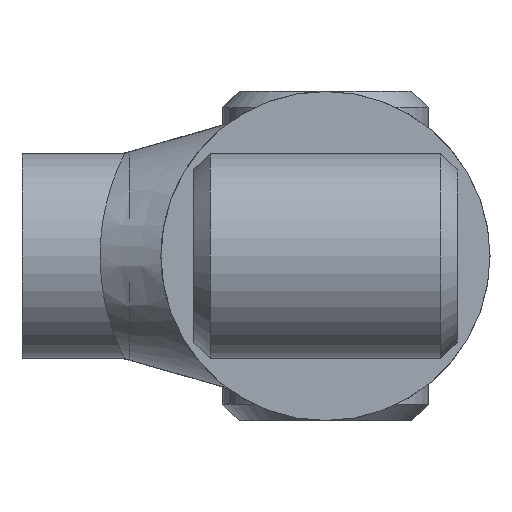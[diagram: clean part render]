
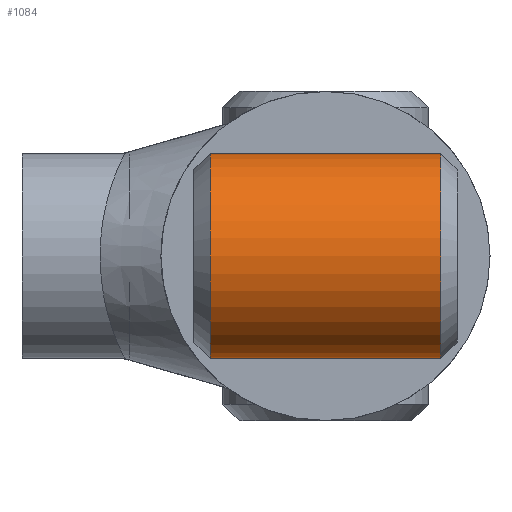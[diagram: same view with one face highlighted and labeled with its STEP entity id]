
A CAD part, left-side view. The second image highlights one B-rep face of the part: STEP entity #1084.
In plain terms, the highlighted cylindrical face has radius 12.5 mm (diameter 25 mm), a full revolution.
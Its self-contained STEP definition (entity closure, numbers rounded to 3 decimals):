
#111=CIRCLE('',#1349,12.5);
#112=CIRCLE('',#1350,12.5);
#114=CIRCLE('',#1353,12.5);
#115=CIRCLE('',#1354,12.5);
#254=FACE_OUTER_BOUND('',#333,.T.);
#333=EDGE_LOOP('',(#945,#946,#947,#948,#949,#950));
#396=LINE('',#4135,#445);
#445=VECTOR('',#1625,12.5);
#563=VERTEX_POINT('',#4123);
#564=VERTEX_POINT('',#4124);
#566=VERTEX_POINT('',#4131);
#567=VERTEX_POINT('',#4132);
#692=EDGE_CURVE('',#563,#564,#111,.T.);
#693=EDGE_CURVE('',#564,#563,#112,.T.);
#696=EDGE_CURVE('',#566,#567,#114,.T.);
#697=EDGE_CURVE('',#567,#566,#115,.T.);
#698=EDGE_CURVE('',#567,#564,#396,.T.);
#945=ORIENTED_EDGE('',*,*,#696,.F.);
#946=ORIENTED_EDGE('',*,*,#697,.F.);
#947=ORIENTED_EDGE('',*,*,#698,.T.);
#948=ORIENTED_EDGE('',*,*,#692,.F.);
#949=ORIENTED_EDGE('',*,*,#693,.F.);
#950=ORIENTED_EDGE('',*,*,#698,.F.);
#1029=CYLINDRICAL_SURFACE('',#1352,12.5);
#1084=ADVANCED_FACE('',(#254),#1029,.T.);
#1349=AXIS2_PLACEMENT_3D('',#4125,#1612,#1613);
#1350=AXIS2_PLACEMENT_3D('',#4126,#1614,#1615);
#1352=AXIS2_PLACEMENT_3D('',#4130,#1619,#1620);
#1353=AXIS2_PLACEMENT_3D('',#4133,#1621,#1622);
#1354=AXIS2_PLACEMENT_3D('',#4134,#1623,#1624);
#1612=DIRECTION('center_axis',(-1.,0.,0.));
#1613=DIRECTION('ref_axis',(0.,-1.,0.));
#1614=DIRECTION('center_axis',(-1.,0.,0.));
#1615=DIRECTION('ref_axis',(0.,-1.,0.));
#1619=DIRECTION('center_axis',(1.,0.,0.));
#1620=DIRECTION('ref_axis',(0.,1.,0.));
#1621=DIRECTION('center_axis',(1.,0.,0.));
#1622=DIRECTION('ref_axis',(0.,-1.,0.));
#1623=DIRECTION('center_axis',(1.,0.,0.));
#1624=DIRECTION('ref_axis',(0.,-1.,0.));
#1625=DIRECTION('',(-1.,0.,0.));
#4123=CARTESIAN_POINT('',(2.,12.5,0.));
#4124=CARTESIAN_POINT('',(2.,-12.5,0.));
#4125=CARTESIAN_POINT('Origin',(2.,0.,0.));
#4126=CARTESIAN_POINT('Origin',(2.,0.,0.));
#4130=CARTESIAN_POINT('Origin',(0.,0.,0.));
#4131=CARTESIAN_POINT('',(30.,12.5,0.));
#4132=CARTESIAN_POINT('',(30.,-12.5,0.));
#4133=CARTESIAN_POINT('Origin',(30.,0.,0.));
#4134=CARTESIAN_POINT('Origin',(30.,0.,0.));
#4135=CARTESIAN_POINT('',(0.,-12.5,0.));
